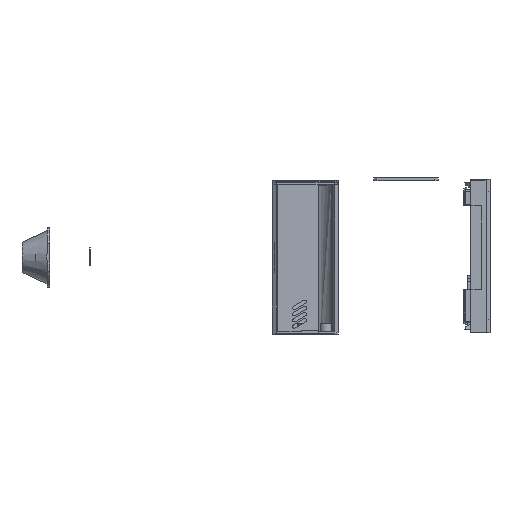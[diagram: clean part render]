
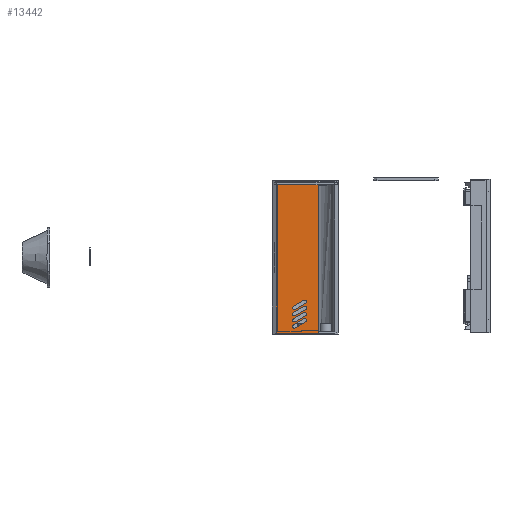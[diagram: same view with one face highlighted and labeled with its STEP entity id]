
A CAD part, left-side view. The second image highlights one B-rep face of the part: STEP entity #13442.
In plain terms, the highlighted planar face has unit normal (-1, 0, 0).
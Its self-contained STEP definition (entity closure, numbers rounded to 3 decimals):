
#227=FACE_BOUND('',#2031,.T.);
#228=FACE_BOUND('',#2032,.T.);
#229=FACE_BOUND('',#2033,.T.);
#230=FACE_BOUND('',#2034,.T.);
#516=CIRCLE('',#14429,1.);
#517=CIRCLE('',#14432,1.);
#518=CIRCLE('',#14435,1.);
#519=CIRCLE('',#14438,1.);
#520=CIRCLE('',#14441,1.);
#521=CIRCLE('',#14444,1.);
#522=CIRCLE('',#14447,1.);
#523=CIRCLE('',#14450,1.);
#1215=FACE_OUTER_BOUND('',#2030,.T.);
#2030=EDGE_LOOP('',(#12014,#12015,#12016,#12017));
#2031=EDGE_LOOP('',(#12018,#12019,#12020,#12021));
#2032=EDGE_LOOP('',(#12022,#12023,#12024,#12025));
#2033=EDGE_LOOP('',(#12026,#12027,#12028,#12029));
#2034=EDGE_LOOP('',(#12030,#12031,#12032,#12033));
#2906=LINE('',#20055,#4547);
#3014=LINE('',#20325,#4655);
#3031=LINE('',#20364,#4672);
#3613=LINE('',#21621,#5254);
#3615=LINE('',#21627,#5256);
#3619=LINE('',#21637,#5260);
#3621=LINE('',#21643,#5262);
#3625=LINE('',#21653,#5266);
#3627=LINE('',#21659,#5268);
#3631=LINE('',#21669,#5272);
#3633=LINE('',#21675,#5274);
#3654=LINE('',#21723,#5295);
#4547=VECTOR('',#16339,10.);
#4655=VECTOR('',#16585,10.);
#4672=VECTOR('',#16622,10.);
#5254=VECTOR('',#17746,10.);
#5256=VECTOR('',#17754,10.);
#5260=VECTOR('',#17764,10.);
#5262=VECTOR('',#17772,10.);
#5266=VECTOR('',#17782,10.);
#5268=VECTOR('',#17790,10.);
#5272=VECTOR('',#17800,10.);
#5274=VECTOR('',#17808,10.);
#5295=VECTOR('',#17865,10.);
#6006=VERTEX_POINT('',#20052);
#6007=VERTEX_POINT('',#20054);
#6100=VERTEX_POINT('',#20324);
#6112=VERTEX_POINT('',#20362);
#6514=VERTEX_POINT('',#21613);
#6515=VERTEX_POINT('',#21615);
#6516=VERTEX_POINT('',#21619);
#6517=VERTEX_POINT('',#21623);
#6518=VERTEX_POINT('',#21629);
#6519=VERTEX_POINT('',#21631);
#6520=VERTEX_POINT('',#21635);
#6521=VERTEX_POINT('',#21639);
#6522=VERTEX_POINT('',#21645);
#6523=VERTEX_POINT('',#21647);
#6524=VERTEX_POINT('',#21651);
#6525=VERTEX_POINT('',#21655);
#6526=VERTEX_POINT('',#21661);
#6527=VERTEX_POINT('',#21663);
#6528=VERTEX_POINT('',#21667);
#6529=VERTEX_POINT('',#21671);
#7562=EDGE_CURVE('',#6007,#6006,#2906,.T.);
#7695=EDGE_CURVE('',#6100,#6007,#3014,.T.);
#7715=EDGE_CURVE('',#6006,#6112,#3031,.T.);
#8325=EDGE_CURVE('',#6515,#6514,#516,.T.);
#8328=EDGE_CURVE('',#6514,#6516,#3613,.T.);
#8330=EDGE_CURVE('',#6516,#6517,#517,.T.);
#8331=EDGE_CURVE('',#6517,#6515,#3615,.T.);
#8333=EDGE_CURVE('',#6519,#6518,#518,.T.);
#8336=EDGE_CURVE('',#6518,#6520,#3619,.T.);
#8338=EDGE_CURVE('',#6520,#6521,#519,.T.);
#8339=EDGE_CURVE('',#6521,#6519,#3621,.T.);
#8341=EDGE_CURVE('',#6523,#6522,#520,.T.);
#8344=EDGE_CURVE('',#6522,#6524,#3625,.T.);
#8346=EDGE_CURVE('',#6524,#6525,#521,.T.);
#8347=EDGE_CURVE('',#6525,#6523,#3627,.T.);
#8349=EDGE_CURVE('',#6527,#6526,#522,.T.);
#8352=EDGE_CURVE('',#6526,#6528,#3631,.T.);
#8354=EDGE_CURVE('',#6528,#6529,#523,.T.);
#8355=EDGE_CURVE('',#6529,#6527,#3633,.T.);
#8379=EDGE_CURVE('',#6100,#6112,#3654,.T.);
#12014=ORIENTED_EDGE('',*,*,#7695,.T.);
#12015=ORIENTED_EDGE('',*,*,#7562,.T.);
#12016=ORIENTED_EDGE('',*,*,#7715,.T.);
#12017=ORIENTED_EDGE('',*,*,#8379,.F.);
#12018=ORIENTED_EDGE('',*,*,#8328,.T.);
#12019=ORIENTED_EDGE('',*,*,#8330,.T.);
#12020=ORIENTED_EDGE('',*,*,#8331,.T.);
#12021=ORIENTED_EDGE('',*,*,#8325,.T.);
#12022=ORIENTED_EDGE('',*,*,#8336,.T.);
#12023=ORIENTED_EDGE('',*,*,#8338,.T.);
#12024=ORIENTED_EDGE('',*,*,#8339,.T.);
#12025=ORIENTED_EDGE('',*,*,#8333,.T.);
#12026=ORIENTED_EDGE('',*,*,#8344,.T.);
#12027=ORIENTED_EDGE('',*,*,#8346,.T.);
#12028=ORIENTED_EDGE('',*,*,#8347,.T.);
#12029=ORIENTED_EDGE('',*,*,#8341,.T.);
#12030=ORIENTED_EDGE('',*,*,#8352,.T.);
#12031=ORIENTED_EDGE('',*,*,#8354,.T.);
#12032=ORIENTED_EDGE('',*,*,#8355,.T.);
#12033=ORIENTED_EDGE('',*,*,#8349,.T.);
#12754=PLANE('',#14469);
#13442=ADVANCED_FACE('',(#1215,#227,#228,#229,#230),#12754,.T.);
#14429=AXIS2_PLACEMENT_3D('',#21616,#17740,#17741);
#14432=AXIS2_PLACEMENT_3D('',#21625,#17750,#17751);
#14435=AXIS2_PLACEMENT_3D('',#21632,#17758,#17759);
#14438=AXIS2_PLACEMENT_3D('',#21641,#17768,#17769);
#14441=AXIS2_PLACEMENT_3D('',#21648,#17776,#17777);
#14444=AXIS2_PLACEMENT_3D('',#21657,#17786,#17787);
#14447=AXIS2_PLACEMENT_3D('',#21664,#17794,#17795);
#14450=AXIS2_PLACEMENT_3D('',#21673,#17804,#17805);
#14469=AXIS2_PLACEMENT_3D('',#21722,#17863,#17864);
#16339=DIRECTION('',(0.,0.,1.));
#16585=DIRECTION('',(0.,-1.,0.));
#16622=DIRECTION('',(0.,1.,0.));
#17740=DIRECTION('center_axis',(1.,0.,0.));
#17741=DIRECTION('ref_axis',(0.,0.5,0.866));
#17746=DIRECTION('',(0.,-0.866,0.5));
#17750=DIRECTION('center_axis',(1.,0.,0.));
#17751=DIRECTION('ref_axis',(0.,-0.5,-0.866));
#17754=DIRECTION('',(0.,0.866,-0.5));
#17758=DIRECTION('center_axis',(1.,0.,0.));
#17759=DIRECTION('ref_axis',(0.,-0.5,-0.866));
#17764=DIRECTION('',(0.,0.866,-0.5));
#17768=DIRECTION('center_axis',(1.,0.,0.));
#17769=DIRECTION('ref_axis',(0.,0.5,0.866));
#17772=DIRECTION('',(0.,-0.866,0.5));
#17776=DIRECTION('center_axis',(1.,0.,0.));
#17777=DIRECTION('ref_axis',(0.,0.5,0.866));
#17782=DIRECTION('',(0.,-0.866,0.5));
#17786=DIRECTION('center_axis',(1.,0.,0.));
#17787=DIRECTION('ref_axis',(0.,-0.5,-0.866));
#17790=DIRECTION('',(0.,0.866,-0.5));
#17794=DIRECTION('center_axis',(1.,0.,0.));
#17795=DIRECTION('ref_axis',(0.,0.5,0.866));
#17800=DIRECTION('',(0.,-0.866,0.5));
#17804=DIRECTION('center_axis',(1.,0.,0.));
#17805=DIRECTION('ref_axis',(0.,-0.5,-0.866));
#17808=DIRECTION('',(0.,0.866,-0.5));
#17863=DIRECTION('center_axis',(-1.,0.,0.));
#17864=DIRECTION('ref_axis',(0.,0.,1.));
#17865=DIRECTION('',(0.,0.,1.));
#20052=CARTESIAN_POINT('',(-658.,-26.1,54.5));
#20054=CARTESIAN_POINT('',(-658.,-26.1,-36.5));
#20055=CARTESIAN_POINT('',(-658.,-26.1,-14.));
#20324=CARTESIAN_POINT('',(-658.,-0.7,-36.5));
#20325=CARTESIAN_POINT('',(-658.,-9.,-36.5));
#20362=CARTESIAN_POINT('',(-658.,-0.7,54.5));
#20364=CARTESIAN_POINT('',(-658.,-9.,54.5));
#21613=CARTESIAN_POINT('',(-658.,-10.964,-20.082));
#21615=CARTESIAN_POINT('',(-658.,-11.964,-21.814));
#21616=CARTESIAN_POINT('Origin',(-658.,-11.464,-20.948));
#21619=CARTESIAN_POINT('',(-658.,-17.201,-16.481));
#21621=CARTESIAN_POINT('',(-658.,-3.19,-24.571));
#21623=CARTESIAN_POINT('',(-658.,-18.201,-18.213));
#21625=CARTESIAN_POINT('Origin',(-658.,-17.701,-17.347));
#21627=CARTESIAN_POINT('',(-658.,-7.308,-24.502));
#21629=CARTESIAN_POINT('',(-658.,-18.201,-29.213));
#21631=CARTESIAN_POINT('',(-658.,-17.201,-27.481));
#21632=CARTESIAN_POINT('Origin',(-658.,-17.701,-28.347));
#21635=CARTESIAN_POINT('',(-658.,-11.964,-32.814));
#21637=CARTESIAN_POINT('',(-658.,-9.69,-34.127));
#21639=CARTESIAN_POINT('',(-658.,-10.964,-31.082));
#21641=CARTESIAN_POINT('Origin',(-658.,-11.464,-31.948));
#21643=CARTESIAN_POINT('',(-658.,-5.571,-34.196));
#21645=CARTESIAN_POINT('',(-658.,-10.964,-23.749));
#21647=CARTESIAN_POINT('',(-658.,-11.964,-25.481));
#21648=CARTESIAN_POINT('Origin',(-658.,-11.464,-24.615));
#21651=CARTESIAN_POINT('',(-658.,-17.201,-20.148));
#21653=CARTESIAN_POINT('',(-658.,-3.984,-27.779));
#21655=CARTESIAN_POINT('',(-658.,-18.201,-21.88));
#21657=CARTESIAN_POINT('Origin',(-658.,-17.701,-21.014));
#21659=CARTESIAN_POINT('',(-658.,-8.102,-27.71));
#21661=CARTESIAN_POINT('',(-658.,-10.964,-27.415));
#21663=CARTESIAN_POINT('',(-658.,-11.964,-29.147));
#21664=CARTESIAN_POINT('Origin',(-658.,-11.464,-28.281));
#21667=CARTESIAN_POINT('',(-658.,-17.201,-23.814));
#21669=CARTESIAN_POINT('',(-658.,-4.777,-30.987));
#21671=CARTESIAN_POINT('',(-658.,-18.201,-25.546));
#21673=CARTESIAN_POINT('Origin',(-658.,-17.701,-24.68));
#21675=CARTESIAN_POINT('',(-658.,-8.896,-30.919));
#21722=CARTESIAN_POINT('Origin',(-658.,0.,-37.));
#21723=CARTESIAN_POINT('',(-658.,-0.7,-14.));
